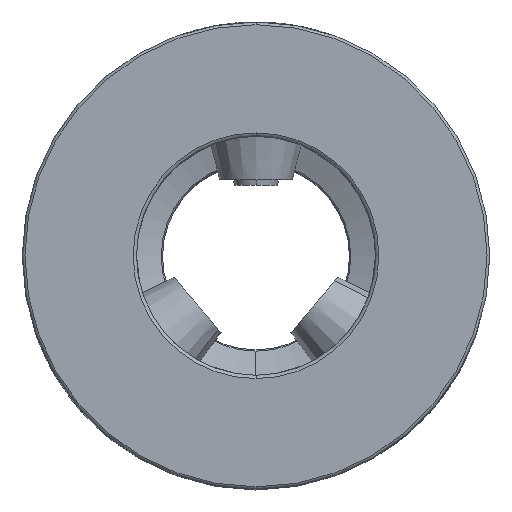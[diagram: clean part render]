
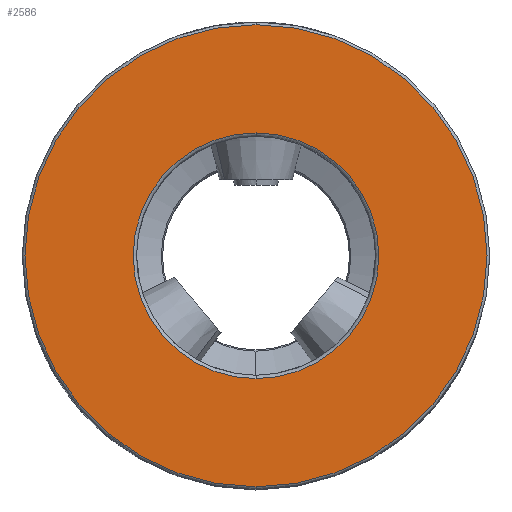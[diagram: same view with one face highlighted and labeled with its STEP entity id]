
A CAD part, top view. The second image highlights one B-rep face of the part: STEP entity #2586.
In plain terms, the highlighted planar face has unit normal (0, 0, 1).
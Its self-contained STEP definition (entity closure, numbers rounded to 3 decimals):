
#1290=VERTEX_POINT('NONE',#3102);
#1386=EDGE_CURVE('NONE',#1390,#1290,#3209,.T.);
#1388=EDGE_CURVE('NONE',#1290,#1390,#3211,.T.);
#1390=VERTEX_POINT('NONE',#3213);
#1548=VERTEX_POINT('NONE',#3393);
#1710=EDGE_CURVE('NONE',#2076,#1548,#3577,.T.);
#1814=EDGE_CURVE('NONE',#1548,#2076,#3689,.T.);
#2076=VERTEX_POINT('NONE',#3968);
#2586=ADVANCED_FACE('NONE',(#4535,#4536),#4537,.T.);
#3102=CARTESIAN_POINT('',(0.,-23.648,0.));
#3209=CIRCLE('',#5477,23.648);
#3211=CIRCLE('',#5480,23.648);
#3213=CARTESIAN_POINT('',(0.,23.648,0.));
#3393=CARTESIAN_POINT('',(0.,44.478,0.));
#3577=CIRCLE('',#6119,44.478);
#3689=CIRCLE('',#6365,44.478);
#3968=CARTESIAN_POINT('',(0.,-44.478,0.));
#4535=FACE_OUTER_BOUND('',#8209,.T.);
#4536=FACE_BOUND('',#8210,.T.);
#4537=PLANE('',#8211);
#5477=AXIS2_PLACEMENT_3D('',#9060,#9061,#9062);
#5480=AXIS2_PLACEMENT_3D('',#9063,#9064,#9065);
#6119=AXIS2_PLACEMENT_3D('',#9531,#9532,#9533);
#6365=AXIS2_PLACEMENT_3D('',#9652,#9653,#9654);
#8209=EDGE_LOOP('',(#10588,#10589));
#8210=EDGE_LOOP('',(#10590,#10591));
#8211=AXIS2_PLACEMENT_3D('',#10592,#10593,#10594);
#9060=CARTESIAN_POINT('',(0.,0.0,0.));
#9061=DIRECTION('',(0.,0.0,1.0));
#9062=DIRECTION('',(-1.0,0.0,0.));
#9063=CARTESIAN_POINT('',(0.,0.0,0.));
#9064=DIRECTION('',(0.,0.0,1.0));
#9065=DIRECTION('',(-1.0,0.0,0.));
#9531=CARTESIAN_POINT('',(0.,0.0,0.));
#9532=DIRECTION('',(0.,0.0,1.0));
#9533=DIRECTION('',(1.0,0.0,0.));
#9652=CARTESIAN_POINT('',(0.,0.0,0.));
#9653=DIRECTION('',(0.,0.0,1.0));
#9654=DIRECTION('',(1.0,0.0,0.));
#10588=ORIENTED_EDGE('',*,*,#1814,.T.);
#10589=ORIENTED_EDGE('',*,*,#1710,.T.);
#10590=ORIENTED_EDGE('',*,*,#1388,.F.);
#10591=ORIENTED_EDGE('',*,*,#1386,.F.);
#10592=CARTESIAN_POINT('',(0.,0.0,0.));
#10593=DIRECTION('',(0.,0.0,1.0));
#10594=DIRECTION('',(-1.0,0.0,0.));
